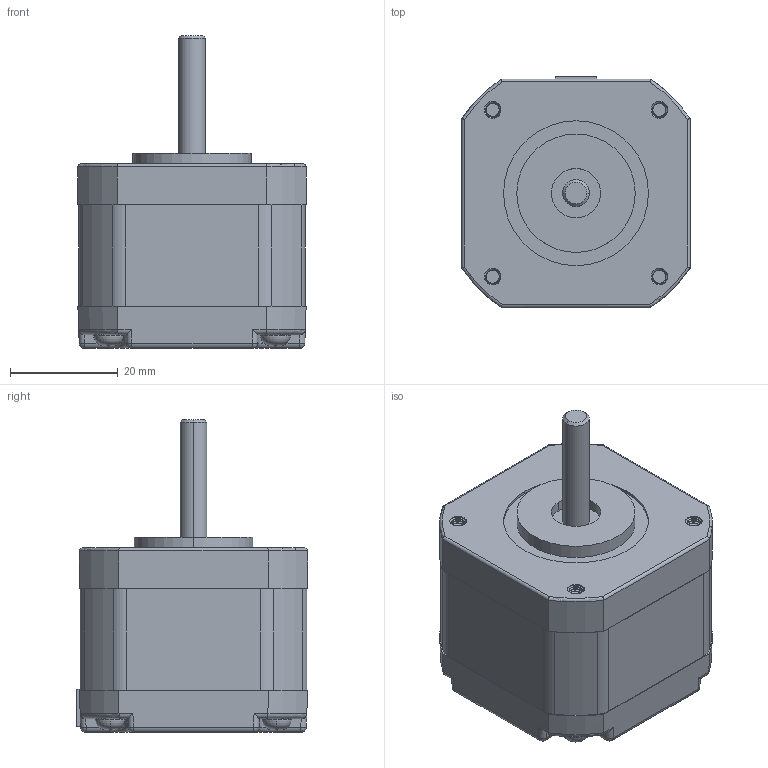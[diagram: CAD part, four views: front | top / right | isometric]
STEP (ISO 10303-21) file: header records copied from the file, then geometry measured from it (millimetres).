
FILE_DESCRIPTION (( 'STEP AP203' ), '1' );
FILE_NAME ('6627T66.step', '2015-03-25T16:09:02', ( '' ), ( '' ), 'SwSTEP 2.0', 'SolidWorks 2010', '' );
FILE_SCHEMA (( 'CONFIG_CONTROL_DESIGN' ));
Length unit declared in the file: inch
Products named in the file (1): 6627T66
Bounding box: 42.42 x 42.97 x 58.17 mm (x, y, z)
Volume: 58331.1 mm3; surface area: 10733.3 mm2
Topology: 2 solids, 2 shells, 333 faces, 876 edges, 560 vertices
Faces by surface type: cylinder 138, plane 135, cone 20, torus 20, bspline 12, sphere 8
Entity records: 14523 total; most frequent: CARTESIAN_POINT 6782, ORIENTED_EDGE 1752, DIRECTION 1460, EDGE_CURVE 876, VERTEX_POINT 560, AXIS2_PLACEMENT_3D 526, VECTOR 408, LINE 408
